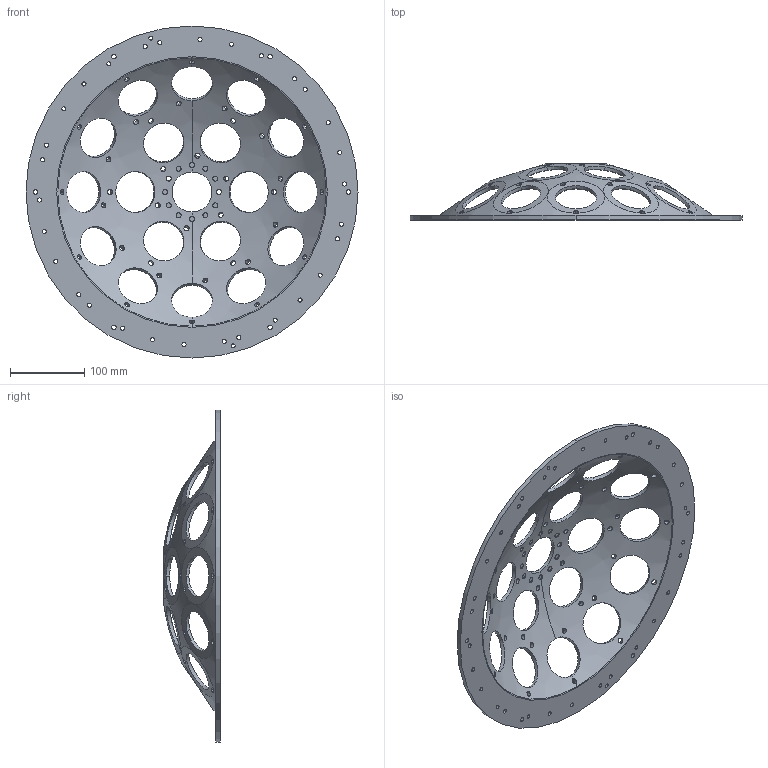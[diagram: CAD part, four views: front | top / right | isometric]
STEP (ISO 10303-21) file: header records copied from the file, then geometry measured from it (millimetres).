
FILE_DESCRIPTION (( 'STEP AP214' ), '1' );
FILE_NAME ('Matrix Improved_4.7.STEP', '2023-01-26T23:42:23', ( '' ), ( '' ), 'SwSTEP 2.0', 'SolidWorks 2022', '' );
FILE_SCHEMA (( 'AUTOMOTIVE_DESIGN' ));
Length unit declared in the file: millimetre
Products named in the file (1): Matrix Improved_4.7
Bounding box: 446 x 75.94 x 446 mm (x, y, z)
Volume: 722835.5 mm3; surface area: 283209.4 mm2
Topology: 1 solids, 1 shells, 465 faces, 1393 edges, 922 vertices
Faces by surface type: cylinder 216, plane 157, bspline 84, torus 4, sphere 4
Entity records: 21014 total; most frequent: CARTESIAN_POINT 8540, ORIENTED_EDGE 2786, DIRECTION 2243, EDGE_CURVE 1393, VERTEX_POINT 922, AXIS2_PLACEMENT_3D 801, EDGE_LOOP 647, LINE 641
